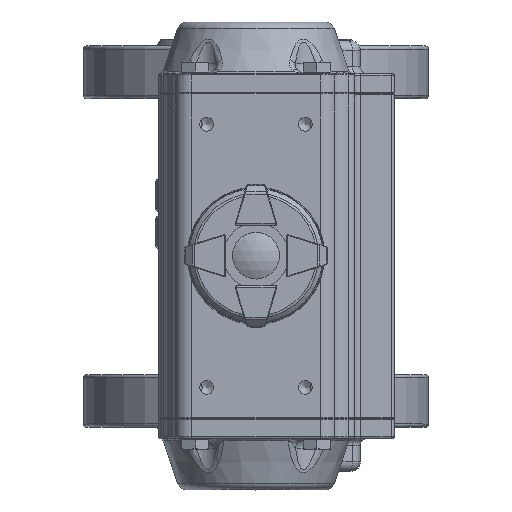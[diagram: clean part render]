
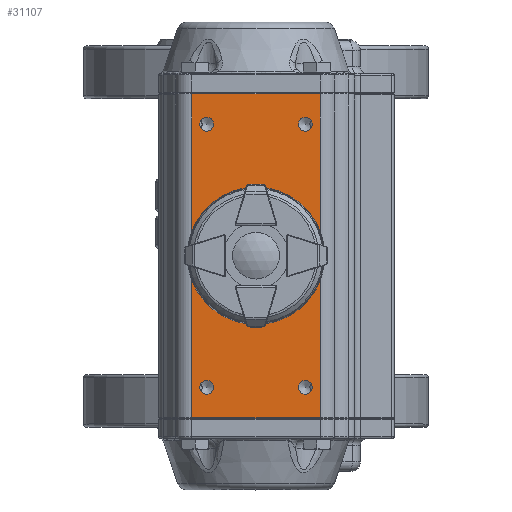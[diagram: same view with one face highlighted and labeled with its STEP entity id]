
A CAD part, top view. The second image highlights one B-rep face of the part: STEP entity #31107.
In plain terms, the highlighted face is planar.
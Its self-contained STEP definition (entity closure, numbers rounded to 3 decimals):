
#1913=CIRCLE('',#33072,11.75);
#1956=CIRCLE('',#33129,2.1);
#1958=CIRCLE('',#33133,2.1);
#1960=CIRCLE('',#33137,2.1);
#1962=CIRCLE('',#33141,2.1);
#7560=ORIENTED_EDGE('',*,*,#12771,.F.);
#7561=ORIENTED_EDGE('',*,*,#12841,.T.);
#7562=ORIENTED_EDGE('',*,*,#12773,.T.);
#7563=ORIENTED_EDGE('',*,*,#12842,.T.);
#7564=ORIENTED_EDGE('',*,*,#12567,.F.);
#7565=ORIENTED_EDGE('',*,*,#12555,.F.);
#7566=ORIENTED_EDGE('',*,*,#12559,.F.);
#7567=ORIENTED_EDGE('',*,*,#12563,.F.);
#7568=ORIENTED_EDGE('',*,*,#12475,.F.);
#12475=EDGE_CURVE('',#15548,#15548,#1913,.T.);
#12555=EDGE_CURVE('',#15627,#15627,#1956,.T.);
#12559=EDGE_CURVE('',#15631,#15631,#1958,.T.);
#12563=EDGE_CURVE('',#15635,#15635,#1960,.T.);
#12567=EDGE_CURVE('',#15639,#15639,#1962,.T.);
#12771=EDGE_CURVE('',#15773,#15774,#17797,.T.);
#12773=EDGE_CURVE('',#15775,#15776,#17798,.T.);
#12841=EDGE_CURVE('',#15773,#15775,#17858,.T.);
#12842=EDGE_CURVE('',#15776,#15774,#17859,.T.);
#15548=VERTEX_POINT('',#49513);
#15627=VERTEX_POINT('',#49907);
#15631=VERTEX_POINT('',#49927);
#15635=VERTEX_POINT('',#49947);
#15639=VERTEX_POINT('',#49967);
#15773=VERTEX_POINT('',#50534);
#15774=VERTEX_POINT('',#50536);
#15775=VERTEX_POINT('',#50540);
#15776=VERTEX_POINT('',#50541);
#17797=LINE('',#50535,#19640);
#17798=LINE('',#50539,#19641);
#17858=LINE('',#50677,#19701);
#17859=LINE('',#50678,#19702);
#19640=VECTOR('',#38587,1000.);
#19641=VECTOR('',#38592,1000.);
#19701=VECTOR('',#38720,1000.);
#19702=VECTOR('',#38721,1000.);
#21393=EDGE_LOOP('',(#7560,#7561,#7562,#7563));
#21394=EDGE_LOOP('',(#7564));
#21395=EDGE_LOOP('',(#7565));
#21396=EDGE_LOOP('',(#7566));
#21397=EDGE_LOOP('',(#7567));
#21398=EDGE_LOOP('',(#7568));
#23271=FACE_BOUND('',#21393,.T.);
#23272=FACE_BOUND('',#21394,.T.);
#23273=FACE_BOUND('',#21395,.T.);
#23274=FACE_BOUND('',#21396,.T.);
#23275=FACE_BOUND('',#21397,.T.);
#23276=FACE_BOUND('',#21398,.T.);
#24426=PLANE('',#33318);
#31107=ADVANCED_FACE('',(#23271,#23272,#23273,#23274,#23275,#23276),#24426,
 .T.);
#33072=AXIS2_PLACEMENT_3D('',#49512,#38049,#38050);
#33129=AXIS2_PLACEMENT_3D('',#49906,#38186,#38187);
#33133=AXIS2_PLACEMENT_3D('',#49926,#38194,#38195);
#33137=AXIS2_PLACEMENT_3D('',#49946,#38202,#38203);
#33141=AXIS2_PLACEMENT_3D('',#49966,#38210,#38211);
#33318=AXIS2_PLACEMENT_3D('',#50676,#38718,#38719);
#38049=DIRECTION('',(0.,1.,0.));
#38050=DIRECTION('',(0.,0.,1.));
#38186=DIRECTION('',(0.,1.,0.));
#38187=DIRECTION('',(0.,0.,1.));
#38194=DIRECTION('',(0.,1.,0.));
#38195=DIRECTION('',(0.,0.,1.));
#38202=DIRECTION('',(0.,1.,0.));
#38203=DIRECTION('',(0.,0.,1.));
#38210=DIRECTION('',(0.,1.,0.));
#38211=DIRECTION('',(0.,0.,1.));
#38587=DIRECTION('',(0.,0.,-1.));
#38592=DIRECTION('',(0.,0.,-1.));
#38718=DIRECTION('',(0.,1.,0.));
#38719=DIRECTION('',(1.,0.,0.));
#38720=DIRECTION('',(1.,0.,0.));
#38721=DIRECTION('',(-1.,0.,0.));
#49512=CARTESIAN_POINT('',(0.,36.5,0.));
#49513=CARTESIAN_POINT('',(0.,36.5,11.75));
#49906=CARTESIAN_POINT('',(15.,36.5,-40.));
#49907=CARTESIAN_POINT('',(15.,36.5,-37.9));
#49926=CARTESIAN_POINT('',(-15.,36.5,40.));
#49927=CARTESIAN_POINT('',(-15.,36.5,42.1));
#49946=CARTESIAN_POINT('',(15.,36.5,40.));
#49947=CARTESIAN_POINT('',(15.,36.5,42.1));
#49966=CARTESIAN_POINT('',(-15.,36.5,-40.));
#49967=CARTESIAN_POINT('',(-15.,36.5,-37.9));
#50534=CARTESIAN_POINT('',(-19.5,36.5,49.2));
#50535=CARTESIAN_POINT('',(-19.5,36.5,49.5));
#50536=CARTESIAN_POINT('',(-19.5,36.5,-49.2));
#50539=CARTESIAN_POINT('',(19.5,36.5,49.5));
#50540=CARTESIAN_POINT('',(19.5,36.5,49.2));
#50541=CARTESIAN_POINT('',(19.5,36.5,-49.2));
#50676=CARTESIAN_POINT('',(-19.5,36.5,49.5));
#50677=CARTESIAN_POINT('',(-19.5,36.5,49.2));
#50678=CARTESIAN_POINT('',(-19.5,36.5,-49.2));
